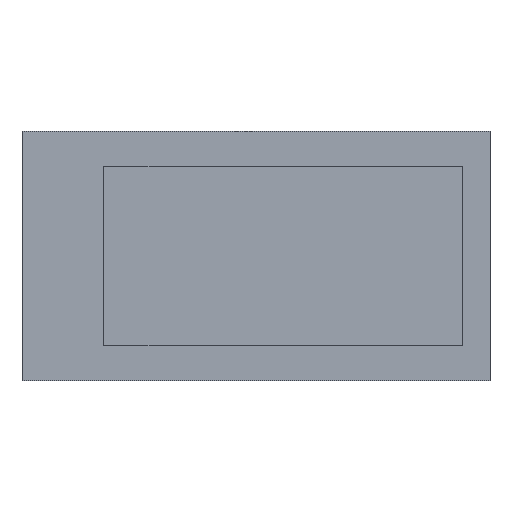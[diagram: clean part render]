
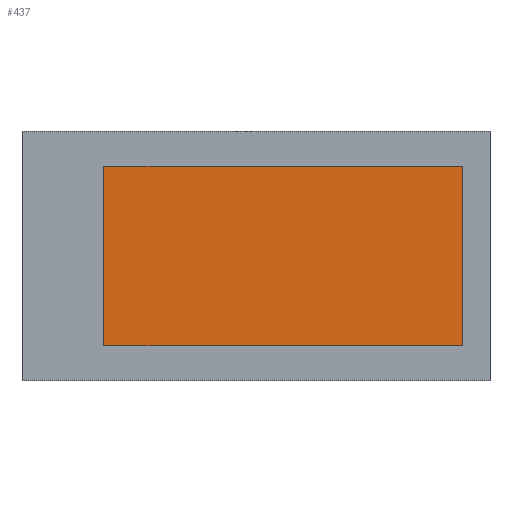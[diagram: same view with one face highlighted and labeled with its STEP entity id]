
A CAD part, top view. The second image highlights one B-rep face of the part: STEP entity #437.
In plain terms, the highlighted planar face has unit normal (0, 0, 1).
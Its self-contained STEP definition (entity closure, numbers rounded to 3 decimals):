
#1 = DIRECTION ( 'NONE',  ( 1., 0., 0. ) ) ;
#40 = CARTESIAN_POINT ( 'NONE',  ( 0., 0., 0. ) ) ;
#59 = VERTEX_POINT ( 'NONE', #310 ) ;
#223 = CARTESIAN_POINT ( 'NONE',  ( -0.975, 0.575, 0. ) ) ;
#256 = VERTEX_POINT ( 'NONE', #990 ) ;
#273 = EDGE_LOOP ( 'NONE', ( #642, #763, #886, #974 ) ) ;
#308 = LINE ( 'NONE', #770, #556 ) ;
#310 = CARTESIAN_POINT ( 'NONE',  ( 1.325, -0.575, 0. ) ) ;
#354 = CARTESIAN_POINT ( 'NONE',  ( -0.975, 0.575, 0. ) ) ;
#379 = EDGE_CURVE ( 'NONE', #757, #256, #972, .T. ) ;
#397 = LINE ( 'NONE', #1151, #889 ) ;
#436 = PLANE ( 'NONE',  #1150 ) ;
#437 = ADVANCED_FACE ( 'NONE', ( #1165 ), #436, .T. ) ;
#455 = VERTEX_POINT ( 'NONE', #998 ) ;
#542 = DIRECTION ( 'NONE',  ( -1., 0., 0. ) ) ;
#556 = VECTOR ( 'NONE', #1245, 1000. ) ;
#564 = VECTOR ( 'NONE', #542, 1000. ) ;
#628 = LINE ( 'NONE', #354, #564 ) ;
#638 = EDGE_CURVE ( 'NONE', #59, #455, #397, .T. ) ;
#642 = ORIENTED_EDGE ( 'NONE', *, *, #379, .T. ) ;
#713 = EDGE_CURVE ( 'NONE', #455, #757, #628, .T. ) ;
#757 = VERTEX_POINT ( 'NONE', #223 ) ;
#763 = ORIENTED_EDGE ( 'NONE', *, *, #1119, .T. ) ;
#770 = CARTESIAN_POINT ( 'NONE',  ( -0.975, -0.575, 0. ) ) ;
#886 = ORIENTED_EDGE ( 'NONE', *, *, #638, .T. ) ;
#889 = VECTOR ( 'NONE', #1052, 1000. ) ;
#972 = LINE ( 'NONE', #1003, #1001 ) ;
#974 = ORIENTED_EDGE ( 'NONE', *, *, #713, .T. ) ;
#990 = CARTESIAN_POINT ( 'NONE',  ( -0.975, -0.575, 0. ) ) ;
#998 = CARTESIAN_POINT ( 'NONE',  ( 1.325, 0.575, 0. ) ) ;
#1001 = VECTOR ( 'NONE', #1014, 1000. ) ;
#1003 = CARTESIAN_POINT ( 'NONE',  ( -0.975, 0.575, 0. ) ) ;
#1014 = DIRECTION ( 'NONE',  ( 0., -1., 0. ) ) ;
#1052 = DIRECTION ( 'NONE',  ( 0., 1., 0. ) ) ;
#1119 = EDGE_CURVE ( 'NONE', #256, #59, #308, .T. ) ;
#1129 = DIRECTION ( 'NONE',  ( 0., 0., 1. ) ) ;
#1150 = AXIS2_PLACEMENT_3D ( 'NONE', #40, #1129, #1 ) ;
#1151 = CARTESIAN_POINT ( 'NONE',  ( 1.325, 0.575, 0. ) ) ;
#1165 = FACE_OUTER_BOUND ( 'NONE', #273, .T. ) ;
#1245 = DIRECTION ( 'NONE',  ( 1., 0., 0. ) ) ;
